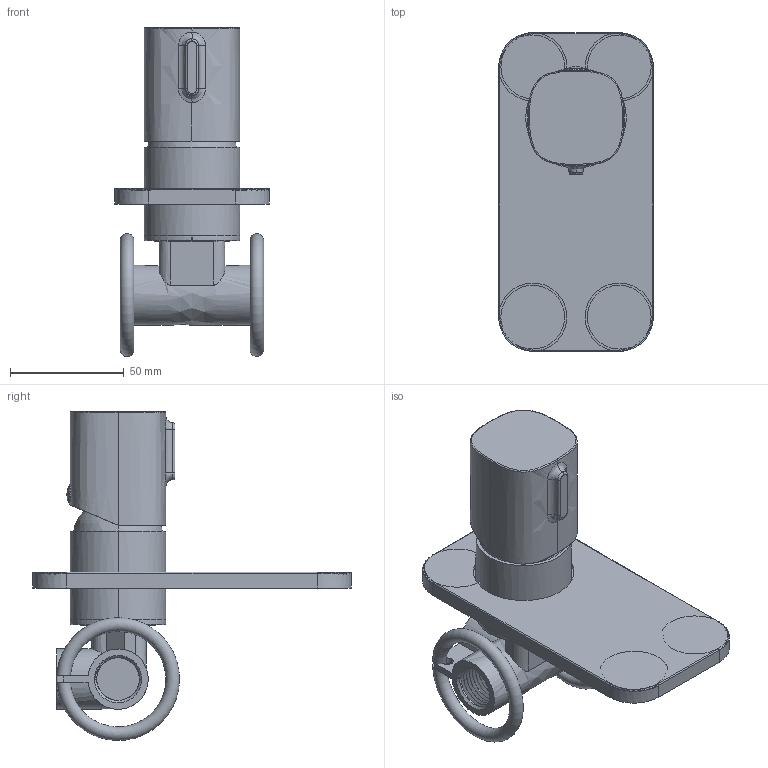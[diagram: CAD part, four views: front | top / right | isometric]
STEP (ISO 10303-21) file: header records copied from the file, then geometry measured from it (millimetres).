
FILE_DESCRIPTION((''),'2;1');
FILE_NAME('WUM348113_ASM','2020-07-02T',('fth20'),(''),'CREO PARAMETRIC BY PTC INC, 2015480','CREO PARAMETRIC BY PTC INC, 2015480','');
FILE_SCHEMA(('CONFIG_CONTROL_DESIGN'));
Products named in the file (7): 8MB348113; 81T15030G; 80T34029A; 8ZG16045; 80P35WUM2; 80N81050; WUM348113_ASM
Assembly tree (6 placements, depth 2):
  WUM348113_ASM
    8MB348113
    81T15030G
    80T34029A
    8ZG16045
    80P35WUM2
    80N81050
Bounding box: 68 x 140 x 144.58 mm (x, y, z)
Surface area: 94783.5 mm2 (no closed solid volume)
Topology: 0 solids, 0 shells, 355 faces, 1796 edges, 1782 vertices
Faces by surface type: bspline 335, torus 18, sphere 2
Entity records: 52366 total; most frequent: CARTESIAN_POINT 37151, DIRECTION 2212, TRIMMED_CURVE 1890, DEFINITIONAL_REPRESENTATION 1770, PCURVE 1770, COMPOSITE_CURVE_SEGMENT 1770, VECTOR 1634, LINE 1634
